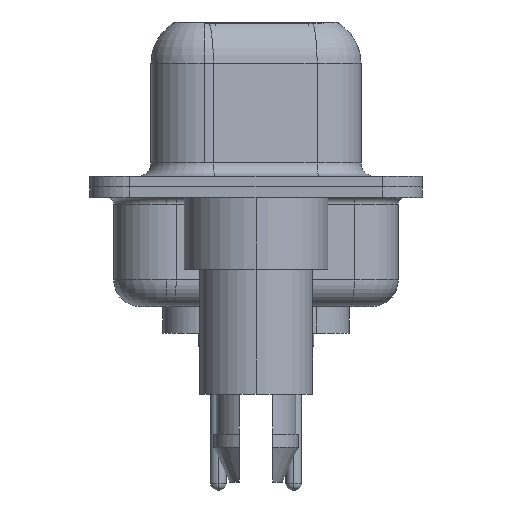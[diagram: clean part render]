
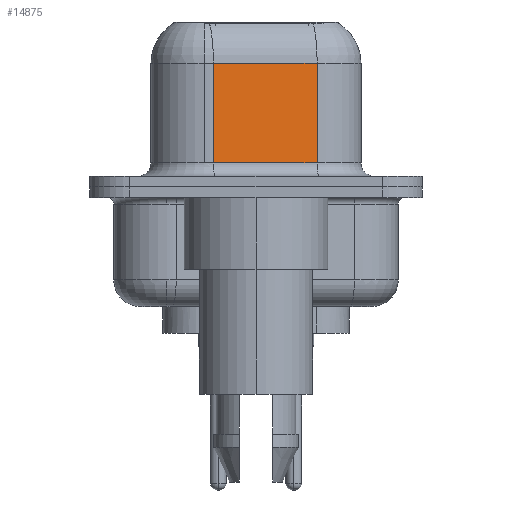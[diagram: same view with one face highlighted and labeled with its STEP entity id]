
A CAD part, left-side view. The second image highlights one B-rep face of the part: STEP entity #14875.
In plain terms, the highlighted planar face has unit normal (-0.985, -0.174, 0).
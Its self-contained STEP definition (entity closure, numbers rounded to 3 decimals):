
#45 = ORIENTED_EDGE ( 'NONE', *, *, #6595, .T. ) ;
#1633 = VECTOR ( 'NONE', #5932, 1000. ) ;
#1772 = FACE_OUTER_BOUND ( 'NONE', #14728, .T. ) ;
#1890 = EDGE_CURVE ( 'NONE', #3250, #7942, #6010, .T. ) ;
#2368 = CARTESIAN_POINT ( 'NONE',  ( 4.38, 1.603, 6.4 ) ) ;
#2730 = DIRECTION ( 'NONE',  ( 0., 0., -1. ) ) ;
#2831 = CARTESIAN_POINT ( 'NONE',  ( 5.068, -2.297, 4.65 ) ) ;
#3182 = CARTESIAN_POINT ( 'NONE',  ( 5.068, -2.297, 6.4 ) ) ;
#3203 = VERTEX_POINT ( 'NONE', #13378 ) ;
#3250 = VERTEX_POINT ( 'NONE', #9387 ) ;
#3309 = DIRECTION ( 'NONE',  ( 0.174, -0.985, 0. ) ) ;
#3965 = LINE ( 'NONE', #14106, #6324 ) ;
#4339 = VERTEX_POINT ( 'NONE', #2831 ) ;
#5522 = DIRECTION ( 'NONE',  ( 0.985, 0.174, 0. ) ) ;
#5640 = ORIENTED_EDGE ( 'NONE', *, *, #1890, .T. ) ;
#5932 = DIRECTION ( 'NONE',  ( 0., 0., -1. ) ) ;
#5952 = LINE ( 'NONE', #14945, #12373 ) ;
#6010 = LINE ( 'NONE', #2368, #1633 ) ;
#6324 = VECTOR ( 'NONE', #2730, 1000. ) ;
#6595 = EDGE_CURVE ( 'NONE', #7942, #3203, #5952, .T. ) ;
#7942 = VERTEX_POINT ( 'NONE', #9482 ) ;
#8087 = PLANE ( 'NONE',  #9470 ) ;
#8473 = EDGE_CURVE ( 'NONE', #4339, #3250, #12933, .T. ) ;
#9341 = DIRECTION ( 'NONE',  ( -0.174, 0.985, 0. ) ) ;
#9387 = CARTESIAN_POINT ( 'NONE',  ( 4.38, 1.603, 4.65 ) ) ;
#9470 = AXIS2_PLACEMENT_3D ( 'NONE', #3182, #5522, #9341 ) ;
#9482 = CARTESIAN_POINT ( 'NONE',  ( 4.38, 1.603, 0.9 ) ) ;
#10135 = ORIENTED_EDGE ( 'NONE', *, *, #15969, .F. ) ;
#10192 = DIRECTION ( 'NONE',  ( -0.174, 0.985, 0. ) ) ;
#12373 = VECTOR ( 'NONE', #3309, 1000. ) ;
#12711 = VECTOR ( 'NONE', #10192, 1000. ) ;
#12776 = CARTESIAN_POINT ( 'NONE',  ( 5.068, -2.297, 4.65 ) ) ;
#12933 = LINE ( 'NONE', #12776, #12711 ) ;
#13378 = CARTESIAN_POINT ( 'NONE',  ( 5.068, -2.297, 0.9 ) ) ;
#14106 = CARTESIAN_POINT ( 'NONE',  ( 5.068, -2.297, 6.4 ) ) ;
#14552 = ORIENTED_EDGE ( 'NONE', *, *, #8473, .T. ) ;
#14728 = EDGE_LOOP ( 'NONE', ( #10135, #14552, #5640, #45 ) ) ;
#14875 = ADVANCED_FACE ( 'NONE', ( #1772 ), #8087, .F. ) ;
#14945 = CARTESIAN_POINT ( 'NONE',  ( 5.068, -2.297, 0.9 ) ) ;
#15969 = EDGE_CURVE ( 'NONE', #4339, #3203, #3965, .T. ) ;
